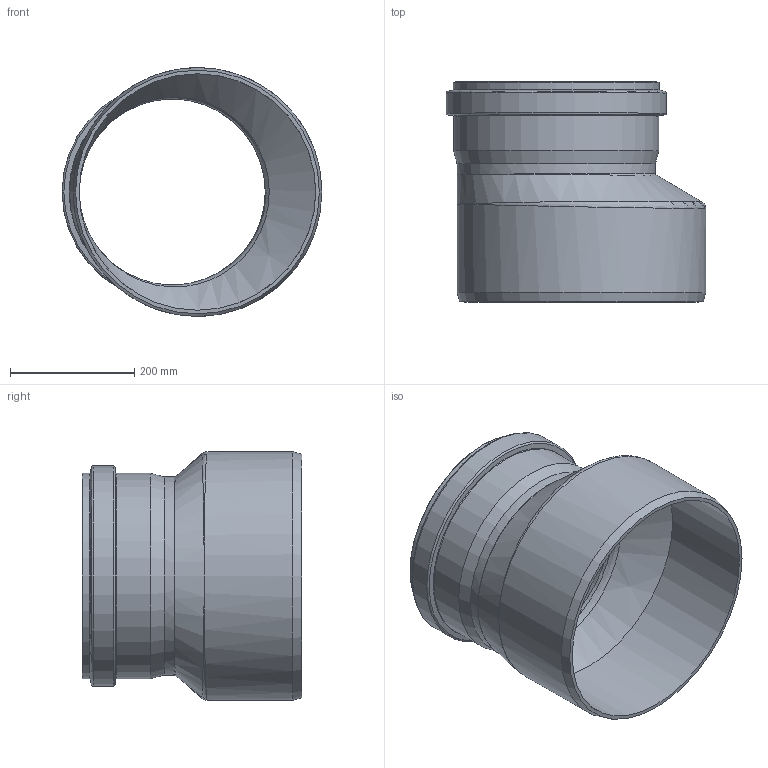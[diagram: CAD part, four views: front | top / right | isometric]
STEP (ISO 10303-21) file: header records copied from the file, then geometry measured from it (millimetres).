
FILE_DESCRIPTION(/* description */ (''),/* implementation_level */ '2;1');
FILE_NAME(/* name */ '226700z.stp',/* time_stamp */ '2024-08-27T10:43:53+02:00',/* author */ ('corinna'),/* organization */ (''),/* preprocessor_version */ 'ST-DEVELOPER v20',/* originating_system */ 'Autodesk Inventor 2024',/* authorisation */ '');
FILE_SCHEMA (('AUTOMOTIVE_DESIGN { 1 0 10303 214 3 1 1 }'));
Length unit declared in the file: millimetre
Products named in the file (1): 226700z
Bounding box: 417.95 x 354 x 400.3 mm (x, y, z)
Volume: 3849579.1 mm3; surface area: 890853.2 mm2
Topology: 1 solids, 1 shells, 36 faces, 97 edges, 58 vertices
Faces by surface type: cylinder 11, torus 10, cone 7, bspline 5, plane 3
Full cylindrical faces by diameter (mm): 299.4 x1, 316.5 x1, 317.4 x2, 319 x1, 330.3 x1, 331.2 x1, 340.5 x1, 354.3 x1, 380.7 x1, 400.3 x1
Entity records: 2592 total; most frequent: CARTESIAN_POINT 1666, DIRECTION 200, ORIENTED_EDGE 182, EDGE_CURVE 91, AXIS2_PLACEMENT_3D 91, CIRCLE 59, VERTEX_POINT 58, EDGE_LOOP 39
